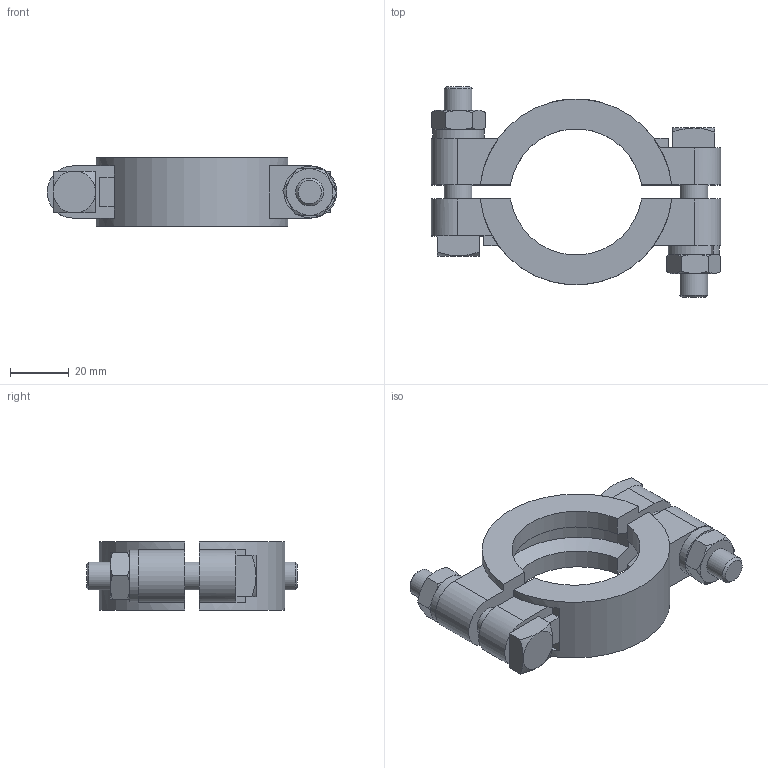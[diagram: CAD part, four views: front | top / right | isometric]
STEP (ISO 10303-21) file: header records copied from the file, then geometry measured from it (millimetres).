
FILE_DESCRIPTION(/* description */ (''),/* implementation_level */ '2;1');
FILE_NAME(/* name */ '13MHP-1.stp',/* time_stamp */ '2021-12-16T17:26:49-05:00',/* author */ ('rick'),/* organization */ (''),/* preprocessor_version */ 'ST-DEVELOPER v18.1',/* originating_system */ 'Autodesk Inventor 2020',/* authorisation */ '');
FILE_SCHEMA (('AUTOMOTIVE_DESIGN { 1 0 10303 214 3 1 1 }'));
Length unit declared in the file: inch
Products named in the file (1): 13MHP-1
Bounding box: 98.42 x 71.69 x 23.11 mm (x, y, z)
Volume: 56537.4 mm3; surface area: 23148.1 mm2
Topology: 1 solids, 1 shells, 465 faces, 1227 edges, 798 vertices
Faces by surface type: plane 223, bspline 148, cylinder 54, cone 38, torus 2
Full cylindrical faces by diameter (mm): 9.525 x4, 10.287 x4
Entity records: 17761 total; most frequent: CARTESIAN_POINT 7069, ORIENTED_EDGE 2454, DIRECTION 1771, EDGE_CURVE 1227, VERTEX_POINT 798, AXIS2_PLACEMENT_3D 594, LINE 583, VECTOR 583
